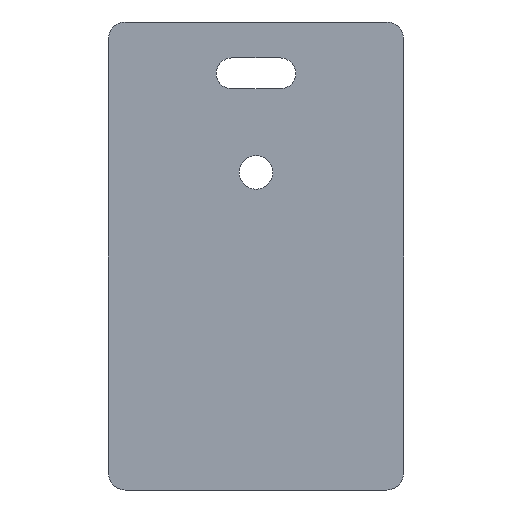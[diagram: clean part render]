
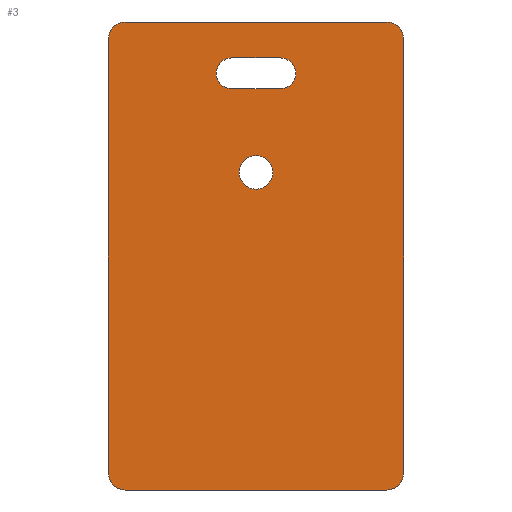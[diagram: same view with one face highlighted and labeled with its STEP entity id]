
A CAD part, front view. The second image highlights one B-rep face of the part: STEP entity #3.
In plain terms, the highlighted planar face has unit normal (0, -1, 0).
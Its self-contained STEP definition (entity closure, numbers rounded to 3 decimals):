
#2 = CARTESIAN_POINT ( 'NONE',  ( 2.9, 0., 8.7 ) ) ;
#3 = ADVANCED_FACE ( 'NONE', ( #15, #1252, #319 ), #954, .F. ) ;
#15 = FACE_BOUND ( 'NONE', #847, .T. ) ;
#19 = AXIS2_PLACEMENT_3D ( 'NONE', #998, #666, #986 ) ;
#26 = DIRECTION ( 'NONE',  ( 0., 0., 1. ) ) ;
#29 = DIRECTION ( 'NONE',  ( 1., 0., 0. ) ) ;
#38 = AXIS2_PLACEMENT_3D ( 'NONE', #472, #380, #271 ) ;
#56 = CARTESIAN_POINT ( 'NONE',  ( 15.65, 0., 11. ) ) ;
#58 = EDGE_CURVE ( 'NONE', #456, #833, #127, .T. ) ;
#70 = CARTESIAN_POINT ( 'NONE',  ( 0., 0., -7. ) ) ;
#82 = AXIS2_PLACEMENT_3D ( 'NONE', #732, #1051, #124 ) ;
#89 = VECTOR ( 'NONE', #655, 1000. ) ;
#96 = VECTOR ( 'NONE', #224, 1000. ) ;
#116 = ORIENTED_EDGE ( 'NONE', *, *, #906, .T. ) ;
#120 = CARTESIAN_POINT ( 'NONE',  ( 17.65, 0., 11. ) ) ;
#124 = DIRECTION ( 'NONE',  ( 0., 0., 1. ) ) ;
#126 = VERTEX_POINT ( 'NONE', #620 ) ;
#127 = CIRCLE ( 'NONE', #19, 2. ) ;
#129 = CARTESIAN_POINT ( 'NONE',  ( 2.9, 0., 6.85 ) ) ;
#143 = VERTEX_POINT ( 'NONE', #231 ) ;
#149 = ORIENTED_EDGE ( 'NONE', *, *, #588, .T. ) ;
#185 = CIRCLE ( 'NONE', #1287, 2. ) ;
#224 = DIRECTION ( 'NONE',  ( 0., 0., 1. ) ) ;
#231 = CARTESIAN_POINT ( 'NONE',  ( 0., 0., -3. ) ) ;
#237 = AXIS2_PLACEMENT_3D ( 'NONE', #129, #534, #870 ) ;
#247 = CIRCLE ( 'NONE', #1007, 2. ) ;
#264 = LINE ( 'NONE', #284, #274 ) ;
#269 = VERTEX_POINT ( 'NONE', #342 ) ;
#271 = DIRECTION ( 'NONE',  ( 0., 0., 1. ) ) ;
#273 = EDGE_CURVE ( 'NONE', #126, #336, #873, .T. ) ;
#274 = VECTOR ( 'NONE', #1307, 1000. ) ;
#284 = CARTESIAN_POINT ( 'NONE',  ( 17.65, 0., -13. ) ) ;
#319 = FACE_OUTER_BOUND ( 'NONE', #1057, .T. ) ;
#336 = VERTEX_POINT ( 'NONE', #2 ) ;
#340 = DIRECTION ( 'NONE',  ( 0., -1., 0. ) ) ;
#342 = CARTESIAN_POINT ( 'NONE',  ( -2.9, 0., 5. ) ) ;
#380 = DIRECTION ( 'NONE',  ( 0., 1., 0. ) ) ;
#389 = DIRECTION ( 'NONE',  ( -1., 0., 0. ) ) ;
#408 = VECTOR ( 'NONE', #389, 1000. ) ;
#418 = EDGE_CURVE ( 'NONE', #1286, #833, #1232, .T. ) ;
#428 = VERTEX_POINT ( 'NONE', #711 ) ;
#430 = VERTEX_POINT ( 'NONE', #921 ) ;
#431 = CARTESIAN_POINT ( 'NONE',  ( 2.9, 0., 5. ) ) ;
#446 = CARTESIAN_POINT ( 'NONE',  ( 0., 0., -5. ) ) ;
#456 = VERTEX_POINT ( 'NONE', #973 ) ;
#465 = ORIENTED_EDGE ( 'NONE', *, *, #1296, .T. ) ;
#472 = CARTESIAN_POINT ( 'NONE',  ( 0., 0., -5. ) ) ;
#481 = CARTESIAN_POINT ( 'NONE',  ( -2.9, 0., 6.85 ) ) ;
#497 = CIRCLE ( 'NONE', #38, 2. ) ;
#498 = CARTESIAN_POINT ( 'NONE',  ( -15.65, 0., -43. ) ) ;
#520 = LINE ( 'NONE', #945, #96 ) ;
#534 = DIRECTION ( 'NONE',  ( 0., 1., 0. ) ) ;
#540 = EDGE_CURVE ( 'NONE', #336, #1168, #815, .T. ) ;
#544 = VERTEX_POINT ( 'NONE', #120 ) ;
#552 = ORIENTED_EDGE ( 'NONE', *, *, #1217, .T. ) ;
#559 = ORIENTED_EDGE ( 'NONE', *, *, #843, .T. ) ;
#581 = AXIS2_PLACEMENT_3D ( 'NONE', #1274, #340, #755 ) ;
#584 = CARTESIAN_POINT ( 'NONE',  ( -17.65, 0., 11. ) ) ;
#588 = EDGE_CURVE ( 'NONE', #428, #647, #1164, .T. ) ;
#606 = AXIS2_PLACEMENT_3D ( 'NONE', #446, #630, #26 ) ;
#620 = CARTESIAN_POINT ( 'NONE',  ( -2.9, 0., 8.7 ) ) ;
#621 = ORIENTED_EDGE ( 'NONE', *, *, #418, .F. ) ;
#630 = DIRECTION ( 'NONE',  ( 0., 1., 0. ) ) ;
#639 = VERTEX_POINT ( 'NONE', #70 ) ;
#646 = EDGE_CURVE ( 'NONE', #639, #143, #497, .T. ) ;
#647 = VERTEX_POINT ( 'NONE', #584 ) ;
#655 = DIRECTION ( 'NONE',  ( 1., 0., 0. ) ) ;
#666 = DIRECTION ( 'NONE',  ( 0., -1., 0. ) ) ;
#684 = EDGE_CURVE ( 'NONE', #269, #126, #1113, .T. ) ;
#709 = CARTESIAN_POINT ( 'NONE',  ( -2.9, 0., 5. ) ) ;
#711 = CARTESIAN_POINT ( 'NONE',  ( -15.65, 0., 13. ) ) ;
#720 = VECTOR ( 'NONE', #835, 1000. ) ;
#732 = CARTESIAN_POINT ( 'NONE',  ( 0., 0., 0. ) ) ;
#755 = DIRECTION ( 'NONE',  ( 0., 0., 1. ) ) ;
#769 = AXIS2_PLACEMENT_3D ( 'NONE', #481, #905, #1215 ) ;
#783 = ORIENTED_EDGE ( 'NONE', *, *, #1167, .F. ) ;
#785 = CARTESIAN_POINT ( 'NONE',  ( 17.65, 0., -41. ) ) ;
#792 = DIRECTION ( 'NONE',  ( 0., -1., 0. ) ) ;
#815 = CIRCLE ( 'NONE', #237, 1.85 ) ;
#833 = VERTEX_POINT ( 'NONE', #498 ) ;
#835 = DIRECTION ( 'NONE',  ( -1., 0., 0. ) ) ;
#843 = EDGE_CURVE ( 'NONE', #1168, #269, #1323, .T. ) ;
#847 = EDGE_LOOP ( 'NONE', ( #559, #932, #1276, #1076 ) ) ;
#862 = LINE ( 'NONE', #1273, #1111 ) ;
#870 = DIRECTION ( 'NONE',  ( 0., 0., 1. ) ) ;
#873 = LINE ( 'NONE', #1310, #89 ) ;
#878 = DIRECTION ( 'NONE',  ( 0., -1., 0. ) ) ;
#891 = DIRECTION ( 'NONE',  ( 0., 0., 1. ) ) ;
#898 = ORIENTED_EDGE ( 'NONE', *, *, #58, .T. ) ;
#905 = DIRECTION ( 'NONE',  ( 0., 1., 0. ) ) ;
#906 = EDGE_CURVE ( 'NONE', #143, #639, #1236, .T. ) ;
#917 = CARTESIAN_POINT ( 'NONE',  ( 17.65, 0., -43. ) ) ;
#921 = CARTESIAN_POINT ( 'NONE',  ( 15.65, 0., 13. ) ) ;
#932 = ORIENTED_EDGE ( 'NONE', *, *, #684, .T. ) ;
#943 = EDGE_CURVE ( 'NONE', #456, #647, #520, .T. ) ;
#945 = CARTESIAN_POINT ( 'NONE',  ( -17.65, 0., -13. ) ) ;
#954 = PLANE ( 'NONE',  #82 ) ;
#973 = CARTESIAN_POINT ( 'NONE',  ( -17.65, 0., -41. ) ) ;
#986 = DIRECTION ( 'NONE',  ( 0., 0., 1. ) ) ;
#998 = CARTESIAN_POINT ( 'NONE',  ( -15.65, 0., -41. ) ) ;
#1007 = AXIS2_PLACEMENT_3D ( 'NONE', #1214, #792, #891 ) ;
#1051 = DIRECTION ( 'NONE',  ( 0., 1., 0. ) ) ;
#1057 = EDGE_LOOP ( 'NONE', ( #1090, #898, #621, #552, #1093, #465, #783, #149 ) ) ;
#1076 = ORIENTED_EDGE ( 'NONE', *, *, #540, .T. ) ;
#1090 = ORIENTED_EDGE ( 'NONE', *, *, #943, .F. ) ;
#1093 = ORIENTED_EDGE ( 'NONE', *, *, #1212, .F. ) ;
#1103 = CARTESIAN_POINT ( 'NONE',  ( 15.65, 0., -43. ) ) ;
#1111 = VECTOR ( 'NONE', #29, 1000. ) ;
#1113 = CIRCLE ( 'NONE', #769, 1.85 ) ;
#1140 = ORIENTED_EDGE ( 'NONE', *, *, #646, .T. ) ;
#1164 = CIRCLE ( 'NONE', #581, 2. ) ;
#1167 = EDGE_CURVE ( 'NONE', #428, #430, #862, .T. ) ;
#1168 = VERTEX_POINT ( 'NONE', #431 ) ;
#1212 = EDGE_CURVE ( 'NONE', #544, #1288, #264, .T. ) ;
#1214 = CARTESIAN_POINT ( 'NONE',  ( 15.65, 0., -41. ) ) ;
#1215 = DIRECTION ( 'NONE',  ( 0., 0., 1. ) ) ;
#1217 = EDGE_CURVE ( 'NONE', #1286, #1288, #247, .T. ) ;
#1232 = LINE ( 'NONE', #917, #720 ) ;
#1236 = CIRCLE ( 'NONE', #606, 2. ) ;
#1252 = FACE_BOUND ( 'NONE', #1261, .T. ) ;
#1261 = EDGE_LOOP ( 'NONE', ( #116, #1140 ) ) ;
#1273 = CARTESIAN_POINT ( 'NONE',  ( -17.65, 0., 13. ) ) ;
#1274 = CARTESIAN_POINT ( 'NONE',  ( -15.65, 0., 11. ) ) ;
#1276 = ORIENTED_EDGE ( 'NONE', *, *, #273, .T. ) ;
#1286 = VERTEX_POINT ( 'NONE', #1103 ) ;
#1287 = AXIS2_PLACEMENT_3D ( 'NONE', #56, #878, #1303 ) ;
#1288 = VERTEX_POINT ( 'NONE', #785 ) ;
#1296 = EDGE_CURVE ( 'NONE', #544, #430, #185, .T. ) ;
#1303 = DIRECTION ( 'NONE',  ( 0., 0., 1. ) ) ;
#1307 = DIRECTION ( 'NONE',  ( 0., 0., -1. ) ) ;
#1310 = CARTESIAN_POINT ( 'NONE',  ( -2.9, 0., 8.7 ) ) ;
#1323 = LINE ( 'NONE', #709, #408 ) ;
